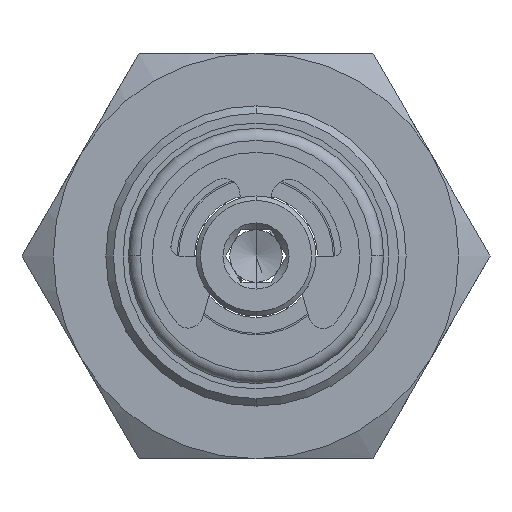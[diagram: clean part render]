
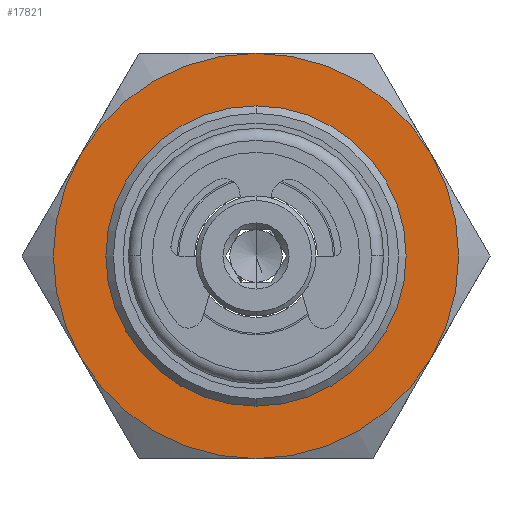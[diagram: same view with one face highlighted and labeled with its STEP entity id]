
A CAD part, front view. The second image highlights one B-rep face of the part: STEP entity #17821.
In plain terms, the highlighted planar face has unit normal (0, -1, 0).
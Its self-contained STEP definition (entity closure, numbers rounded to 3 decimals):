
#2465 = VERTEX_POINT ( 'NONE', #10399 ) ;
#2481 = AXIS2_PLACEMENT_3D ( 'NONE', #30574, #23328, #18301 ) ;
#2551 = VERTEX_POINT ( 'NONE', #31530 ) ;
#3237 = AXIS2_PLACEMENT_3D ( 'NONE', #26467, #4402, #14542 ) ;
#3257 = AXIS2_PLACEMENT_3D ( 'NONE', #22633, #15409, #10142 ) ;
#3536 = CARTESIAN_POINT ( 'NONE',  ( 0., 0., 0. ) ) ;
#3544 = CIRCLE ( 'NONE', #30250, 13.5 ) ;
#4209 = DIRECTION ( 'NONE',  ( 0., -1., 0. ) ) ;
#4402 = DIRECTION ( 'NONE',  ( 0., 1., 0. ) ) ;
#5202 = CARTESIAN_POINT ( 'NONE',  ( 0., 0., -13.5 ) ) ;
#5574 = ORIENTED_EDGE ( 'NONE', *, *, #21740, .F. ) ;
#5660 = DIRECTION ( 'NONE',  ( 0., 0., -1. ) ) ;
#6112 = VERTEX_POINT ( 'NONE', #5202 ) ;
#6267 = ORIENTED_EDGE ( 'NONE', *, *, #15398, .T. ) ;
#6325 = CIRCLE ( 'NONE', #19116, 13.5 ) ;
#6723 = VERTEX_POINT ( 'NONE', #15369 ) ;
#8060 = VERTEX_POINT ( 'NONE', #14724 ) ;
#9123 = AXIS2_PLACEMENT_3D ( 'NONE', #28707, #31450, #21943 ) ;
#9787 = DIRECTION ( 'NONE',  ( 0., 0., -1. ) ) ;
#10142 = DIRECTION ( 'NONE',  ( 0., 0., -1. ) ) ;
#10251 = ORIENTED_EDGE ( 'NONE', *, *, #28872, .T. ) ;
#10399 = CARTESIAN_POINT ( 'NONE',  ( 0., 0., 9.5 ) ) ;
#11024 = CIRCLE ( 'NONE', #25418, 13.5 ) ;
#11148 = DIRECTION ( 'NONE',  ( 0., 1., 0. ) ) ;
#11896 = EDGE_CURVE ( 'NONE', #6112, #2551, #11024, .T. ) ;
#11989 = CARTESIAN_POINT ( 'NONE',  ( 0., 0., -9.5 ) ) ;
#14239 = PLANE ( 'NONE',  #9123 ) ;
#14542 = DIRECTION ( 'NONE',  ( 0., 0., -1. ) ) ;
#14724 = CARTESIAN_POINT ( 'NONE',  ( -11.691, 0., -6.75 ) ) ;
#14908 = DIRECTION ( 'NONE',  ( 0., -1., 0. ) ) ;
#15233 = CARTESIAN_POINT ( 'NONE',  ( 0., 0., 0. ) ) ;
#15369 = CARTESIAN_POINT ( 'NONE',  ( 0., 0., 13.5 ) ) ;
#15398 = EDGE_CURVE ( 'NONE', #2551, #23334, #27826, .T. ) ;
#15409 = DIRECTION ( 'NONE',  ( 0., 1., 0. ) ) ;
#16270 = EDGE_CURVE ( 'NONE', #20607, #2465, #19113, .T. ) ;
#16727 = EDGE_LOOP ( 'NONE', ( #19955, #10251 ) ) ;
#16938 = CIRCLE ( 'NONE', #26749, 13.5 ) ;
#17110 = CARTESIAN_POINT ( 'NONE',  ( 0., 0., 0. ) ) ;
#17483 = CARTESIAN_POINT ( 'NONE',  ( 11.691, 0., 6.75 ) ) ;
#17821 = ADVANCED_FACE ( 'NONE', ( #19016, #29025 ), #14239, .T. ) ;
#18301 = DIRECTION ( 'NONE',  ( 0., 0., -1. ) ) ;
#19016 = FACE_BOUND ( 'NONE', #16727, .T. ) ;
#19113 = CIRCLE ( 'NONE', #3257, 9.5 ) ;
#19116 = AXIS2_PLACEMENT_3D ( 'NONE', #28638, #11148, #21374 ) ;
#19859 = VERTEX_POINT ( 'NONE', #23375 ) ;
#19955 = ORIENTED_EDGE ( 'NONE', *, *, #16270, .T. ) ;
#20164 = CIRCLE ( 'NONE', #3237, 9.5 ) ;
#20331 = ORIENTED_EDGE ( 'NONE', *, *, #11896, .T. ) ;
#20607 = VERTEX_POINT ( 'NONE', #11989 ) ;
#21374 = DIRECTION ( 'NONE',  ( 0., 0., 1. ) ) ;
#21740 = EDGE_CURVE ( 'NONE', #6723, #23334, #6325, .T. ) ;
#21943 = DIRECTION ( 'NONE',  ( 0., 0., -1. ) ) ;
#22633 = CARTESIAN_POINT ( 'NONE',  ( 0., 0., 0. ) ) ;
#23328 = DIRECTION ( 'NONE',  ( 0., -1., 0. ) ) ;
#23331 = DIRECTION ( 'NONE',  ( 0., -1., 0. ) ) ;
#23334 = VERTEX_POINT ( 'NONE', #17483 ) ;
#23375 = CARTESIAN_POINT ( 'NONE',  ( -11.691, 0., 6.75 ) ) ;
#24159 = DIRECTION ( 'NONE',  ( 0., 0., -1. ) ) ;
#24392 = DIRECTION ( 'NONE',  ( 0., 0., -1. ) ) ;
#24881 = EDGE_CURVE ( 'NONE', #8060, #6112, #27153, .T. ) ;
#25418 = AXIS2_PLACEMENT_3D ( 'NONE', #3536, #23331, #5660 ) ;
#25728 = EDGE_CURVE ( 'NONE', #19859, #8060, #3544, .T. ) ;
#25973 = ORIENTED_EDGE ( 'NONE', *, *, #24881, .T. ) ;
#26266 = CARTESIAN_POINT ( 'NONE',  ( 0., 0., 0. ) ) ;
#26467 = CARTESIAN_POINT ( 'NONE',  ( 0., 0., 0. ) ) ;
#26569 = EDGE_CURVE ( 'NONE', #6723, #19859, #16938, .T. ) ;
#26749 = AXIS2_PLACEMENT_3D ( 'NONE', #15233, #14908, #9787 ) ;
#27153 = CIRCLE ( 'NONE', #2481, 13.5 ) ;
#27347 = AXIS2_PLACEMENT_3D ( 'NONE', #17110, #29360, #24392 ) ;
#27826 = CIRCLE ( 'NONE', #27347, 13.5 ) ;
#28638 = CARTESIAN_POINT ( 'NONE',  ( 0., 0., 0. ) ) ;
#28666 = ORIENTED_EDGE ( 'NONE', *, *, #25728, .T. ) ;
#28707 = CARTESIAN_POINT ( 'NONE',  ( 15.588, 0., 0. ) ) ;
#28872 = EDGE_CURVE ( 'NONE', #2465, #20607, #20164, .T. ) ;
#29025 = FACE_OUTER_BOUND ( 'NONE', #29664, .T. ) ;
#29360 = DIRECTION ( 'NONE',  ( 0., -1., 0. ) ) ;
#29664 = EDGE_LOOP ( 'NONE', ( #25973, #20331, #6267, #5574, #30487, #28666 ) ) ;
#30250 = AXIS2_PLACEMENT_3D ( 'NONE', #26266, #4209, #24159 ) ;
#30487 = ORIENTED_EDGE ( 'NONE', *, *, #26569, .T. ) ;
#30574 = CARTESIAN_POINT ( 'NONE',  ( 0., 0., 0. ) ) ;
#31450 = DIRECTION ( 'NONE',  ( 0., -1., 0. ) ) ;
#31530 = CARTESIAN_POINT ( 'NONE',  ( 11.691, 0., -6.75 ) ) ;
